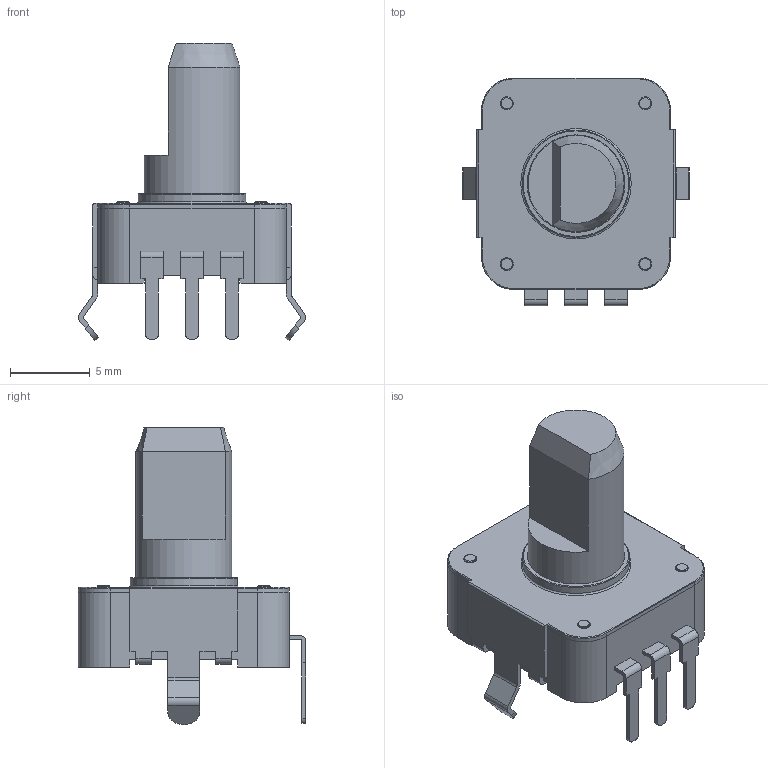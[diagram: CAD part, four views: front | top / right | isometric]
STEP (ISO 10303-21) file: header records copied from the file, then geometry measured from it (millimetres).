
FILE_DESCRIPTION(/* description */ (''),/* implementation_level */ '2;1');
FILE_NAME(/* name */ 'EC12 Encoder 10mm 3pin.stp',/* time_stamp */ '2021-05-26T10:34:40+02:00',/* author */ ('joanh'),/* organization */ (''),/* preprocessor_version */ 'ST-DEVELOPER v18.1',/* originating_system */ 'Autodesk Inventor 2021',/* authorisation */ '');
FILE_SCHEMA (('AUTOMOTIVE_DESIGN { 1 0 10303 214 3 1 1 }'));
Length unit declared in the file: millimetre
Products named in the file (1): EC12_10mm (3)
Bounding box: 14.18 x 14.22 x 18.59 mm (x, y, z)
Volume: 961.1 mm3; surface area: 1254.6 mm2
Topology: 5 solids, 5 shells, 223 faces, 594 edges, 391 vertices
Faces by surface type: plane 147, cylinder 65, torus 6, cone 5
Full cylindrical faces by diameter (mm): 0.8 x8, 5 x1, 5.5 x1, 6 x1, 6.1 x1, 6.7 x1, 7 x1, 8 x1
Entity records: 6982 total; most frequent: CARTESIAN_POINT 1213, DIRECTION 1190, ORIENTED_EDGE 1188, EDGE_CURVE 594, LINE 442, VECTOR 442, VERTEX_POINT 391, AXIS2_PLACEMENT_3D 374
